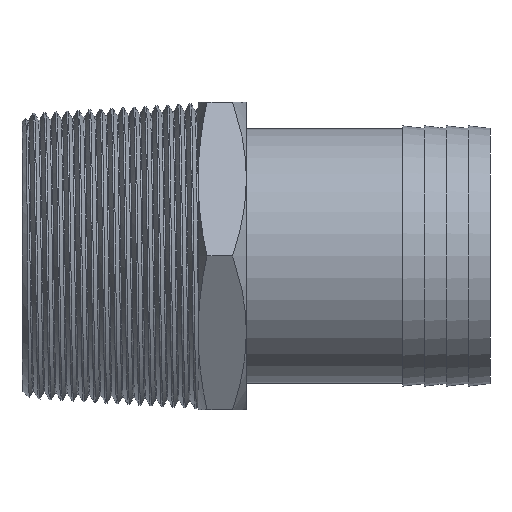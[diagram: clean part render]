
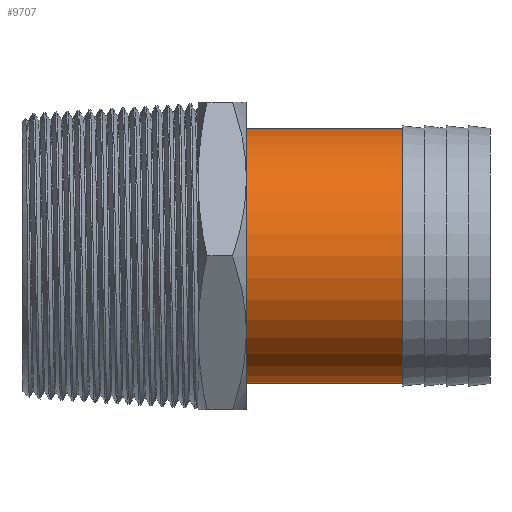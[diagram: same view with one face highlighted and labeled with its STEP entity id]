
A CAD part, front view. The second image highlights one B-rep face of the part: STEP entity #9707.
In plain terms, the highlighted cylindrical face has radius 25.197 mm (diameter 50.394 mm), a partial arc.
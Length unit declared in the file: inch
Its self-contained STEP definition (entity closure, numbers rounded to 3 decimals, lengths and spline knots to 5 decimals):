
#127 = CIRCLE ( 'NONE', #4711, 0.992 ) ;
#542 = CARTESIAN_POINT ( 'NONE',  ( 1.1395, 0., 0.992 ) ) ;
#1783 = CARTESIAN_POINT ( 'NONE',  ( -0.0745, 0., 0.992 ) ) ;
#1890 = VERTEX_POINT ( 'NONE', #3990 ) ;
#2199 = VECTOR ( 'NONE', #2988, 39.37008 ) ;
#2640 = VERTEX_POINT ( 'NONE', #1783 ) ;
#2756 = DIRECTION ( 'NONE',  ( -1., 0., 0. ) ) ;
#2988 = DIRECTION ( 'NONE',  ( -1., 0., 0. ) ) ;
#3453 = VERTEX_POINT ( 'NONE', #8625 ) ;
#3741 = CIRCLE ( 'NONE', #10619, 0.992 ) ;
#3990 = CARTESIAN_POINT ( 'NONE',  ( -0.0745, 0., -0.992 ) ) ;
#4397 = DIRECTION ( 'NONE',  ( -1., 0., 0. ) ) ;
#4711 = AXIS2_PLACEMENT_3D ( 'NONE', #9529, #10387, #7099 ) ;
#4743 = LINE ( 'NONE', #7597, #5117 ) ;
#4829 = EDGE_LOOP ( 'NONE', ( #7844, #5829, #4945, #9856 ) ) ;
#4945 = ORIENTED_EDGE ( 'NONE', *, *, #7549, .T. ) ;
#5117 = VECTOR ( 'NONE', #10315, 39.37008 ) ;
#5410 = AXIS2_PLACEMENT_3D ( 'NONE', #6908, #2756, #6983 ) ;
#5829 = ORIENTED_EDGE ( 'NONE', *, *, #10285, .T. ) ;
#5875 = VERTEX_POINT ( 'NONE', #542 ) ;
#5886 = CYLINDRICAL_SURFACE ( 'NONE', #5410, 0.992 ) ;
#6116 = CARTESIAN_POINT ( 'NONE',  ( -0.0745, 0., 0. ) ) ;
#6702 = EDGE_CURVE ( 'NONE', #1890, #2640, #3741, .T. ) ;
#6908 = CARTESIAN_POINT ( 'NONE',  ( -1.8195, 0., 0. ) ) ;
#6934 = FACE_OUTER_BOUND ( 'NONE', #4829, .T. ) ;
#6983 = DIRECTION ( 'NONE',  ( 0., 0., 1. ) ) ;
#7099 = DIRECTION ( 'NONE',  ( 0., 0., 1. ) ) ;
#7549 = EDGE_CURVE ( 'NONE', #5875, #2640, #4743, .T. ) ;
#7597 = CARTESIAN_POINT ( 'NONE',  ( -1.8195, 0., 0.992 ) ) ;
#7704 = DIRECTION ( 'NONE',  ( 0., 0., 1. ) ) ;
#7844 = ORIENTED_EDGE ( 'NONE', *, *, #8274, .F. ) ;
#8274 = EDGE_CURVE ( 'NONE', #3453, #1890, #10272, .T. ) ;
#8625 = CARTESIAN_POINT ( 'NONE',  ( 1.1395, 0., -0.992 ) ) ;
#8770 = CARTESIAN_POINT ( 'NONE',  ( -1.8195, 0., -0.992 ) ) ;
#9529 = CARTESIAN_POINT ( 'NONE',  ( 1.1395, 0., 0. ) ) ;
#9707 = ADVANCED_FACE ( 'NONE', ( #6934 ), #5886, .T. ) ;
#9856 = ORIENTED_EDGE ( 'NONE', *, *, #6702, .F. ) ;
#10272 = LINE ( 'NONE', #8770, #2199 ) ;
#10285 = EDGE_CURVE ( 'NONE', #3453, #5875, #127, .T. ) ;
#10315 = DIRECTION ( 'NONE',  ( -1., 0., 0. ) ) ;
#10387 = DIRECTION ( 'NONE',  ( -1., 0., 0. ) ) ;
#10619 = AXIS2_PLACEMENT_3D ( 'NONE', #6116, #4397, #7704 ) ;
